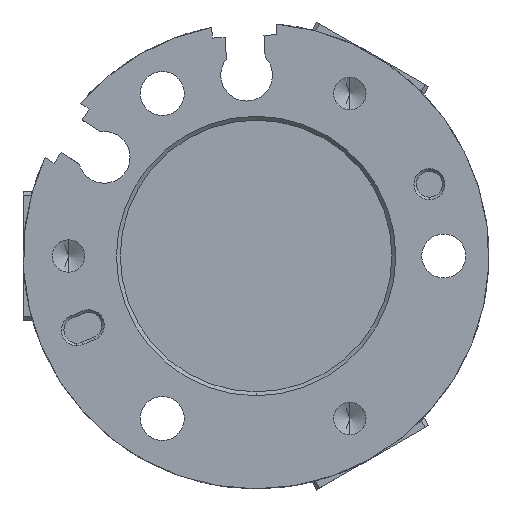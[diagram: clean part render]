
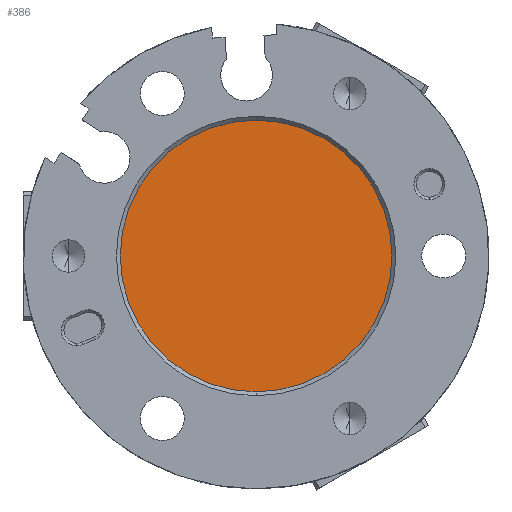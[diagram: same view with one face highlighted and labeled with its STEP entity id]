
A CAD part, front view. The second image highlights one B-rep face of the part: STEP entity #386.
In plain terms, the highlighted planar face has unit normal (0, -1, 0).
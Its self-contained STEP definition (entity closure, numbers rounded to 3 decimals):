
#152 = VERTEX_POINT ( 'NONE', #2191 ) ;
#232 = EDGE_CURVE ( 'NONE', #233, #152, #2358, .T. ) ;
#233 = VERTEX_POINT ( 'NONE', #2353 ) ;
#382 = EDGE_CURVE ( 'NONE', #152, #233, #2574, .T. ) ;
#386 = ADVANCED_FACE ( 'NONE', ( #2616 ), #2615, .T. ) ;
#387 = EDGE_LOOP ( 'NONE', ( #388, #389 ) ) ;
#388 = ORIENTED_EDGE ( 'NONE', *, *, #382, .T. ) ;
#389 = ORIENTED_EDGE ( 'NONE', *, *, #232, .T. ) ;
#2191 = CARTESIAN_POINT ( 'NONE',  ( 0., 1.5, -10.5 ) ) ;
#2353 = CARTESIAN_POINT ( 'NONE',  ( 0., 1.5, 10.5 ) ) ;
#2354 = DIRECTION ( 'NONE',  ( 0., 0., -1. ) ) ;
#2355 = DIRECTION ( 'NONE',  ( 0., -1., 0. ) ) ;
#2356 = CARTESIAN_POINT ( 'NONE',  ( 0., 1.5, 0. ) ) ;
#2357 = AXIS2_PLACEMENT_3D ( 'NONE', #2356, #2355, #2354 ) ;
#2358 = CIRCLE ( 'NONE', #2357, 10.5 ) ;
#2572 = CARTESIAN_POINT ( 'NONE',  ( 0., 1.5, 0. ) ) ;
#2573 = AXIS2_PLACEMENT_3D ( 'NONE', #2572, #2623, #2622 ) ;
#2574 = CIRCLE ( 'NONE', #2573, 10.5 ) ;
#2611 = DIRECTION ( 'NONE',  ( 0., 0., -1. ) ) ;
#2612 = DIRECTION ( 'NONE',  ( 0., -1., 0. ) ) ;
#2613 = CARTESIAN_POINT ( 'NONE',  ( 0., 1.5, 0. ) ) ;
#2614 = AXIS2_PLACEMENT_3D ( 'NONE', #2613, #2612, #2611 ) ;
#2615 = PLANE ( 'NONE',  #2614 ) ;
#2616 = FACE_OUTER_BOUND ( 'NONE', #387, .T. ) ;
#2622 = DIRECTION ( 'NONE',  ( 0., 0., -1. ) ) ;
#2623 = DIRECTION ( 'NONE',  ( 0., -1., 0. ) ) ;
